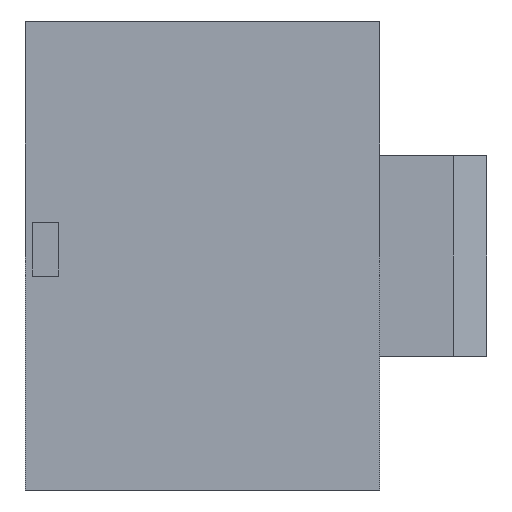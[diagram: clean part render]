
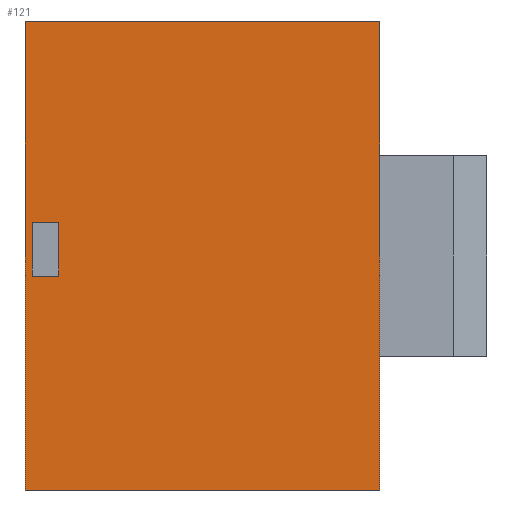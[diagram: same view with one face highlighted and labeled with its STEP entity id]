
A CAD part, left-side view. The second image highlights one B-rep face of the part: STEP entity #121.
In plain terms, the highlighted planar face has unit normal (-1, 0, 0).
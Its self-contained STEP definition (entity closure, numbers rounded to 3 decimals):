
#100=CIRCLE('',#671,1.);
#109=FACE_BOUND('',#212,.T.);
#110=FACE_BOUND('',#213,.T.);
#121=ADVANCED_FACE('',(#109,#110),#153,.F.);
#153=PLANE('',#672);
#212=EDGE_LOOP('',(#290));
#213=EDGE_LOOP('',(#291,#292,#293,#294));
#290=ORIENTED_EDGE('',*,*,#487,.F.);
#291=ORIENTED_EDGE('',*,*,#472,.F.);
#292=ORIENTED_EDGE('',*,*,#488,.T.);
#293=ORIENTED_EDGE('',*,*,#483,.T.);
#294=ORIENTED_EDGE('',*,*,#479,.F.);
#417=VERTEX_POINT('',#910);
#418=VERTEX_POINT('',#912);
#423=VERTEX_POINT('',#925);
#426=VERTEX_POINT('',#933);
#428=VERTEX_POINT('',#940);
#472=EDGE_CURVE('',#417,#418,#549,.T.);
#479=EDGE_CURVE('',#418,#423,#555,.T.);
#483=EDGE_CURVE('',#426,#423,#559,.T.);
#487=EDGE_CURVE('',#428,#428,#100,.T.);
#488=EDGE_CURVE('',#417,#426,#562,.T.);
#549=LINE('',#911,#619);
#555=LINE('',#924,#625);
#559=LINE('',#932,#629);
#562=LINE('',#941,#632);
#619=VECTOR('',#741,1.);
#625=VECTOR('',#751,1.);
#629=VECTOR('',#757,1.);
#632=VECTOR('',#766,1.);
#671=AXIS2_PLACEMENT_3D('',#939,#764,#765);
#672=AXIS2_PLACEMENT_3D('',#942,#767,#768);
#741=DIRECTION('',(0.,-1.,0.));
#751=DIRECTION('',(0.,0.,-1.));
#757=DIRECTION('',(0.,-1.,0.));
#764=DIRECTION('',(-1.,0.,0.));
#765=DIRECTION('',(0.,0.,1.));
#766=DIRECTION('',(0.,0.,-1.));
#767=DIRECTION('',(1.,0.,0.));
#768=DIRECTION('',(0.,1.,0.));
#910=CARTESIAN_POINT('',(-26.,9.,35.));
#911=CARTESIAN_POINT('',(-26.,17.5,35.));
#912=CARTESIAN_POINT('',(-26.,-17.5,35.));
#924=CARTESIAN_POINT('',(-26.,-17.5,35.));
#925=CARTESIAN_POINT('',(-26.,-17.5,0.));
#932=CARTESIAN_POINT('',(-26.,17.5,0.));
#933=CARTESIAN_POINT('',(-26.,9.,0.));
#939=CARTESIAN_POINT('',(-26.,7.5,18.));
#940=CARTESIAN_POINT('',(-26.,7.5,19.));
#941=CARTESIAN_POINT('',(-26.,9.,35.));
#942=CARTESIAN_POINT('',(-26.,17.5,35.));
